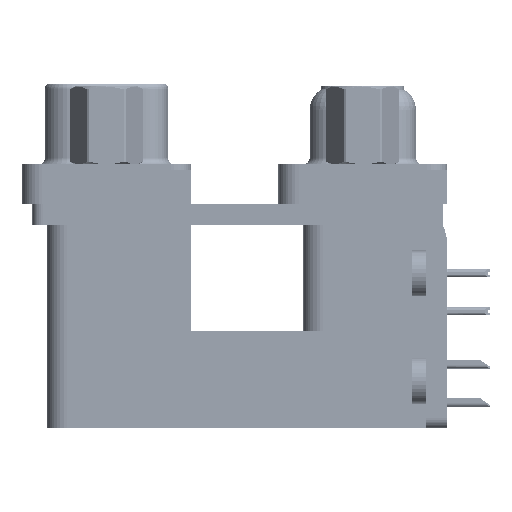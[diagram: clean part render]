
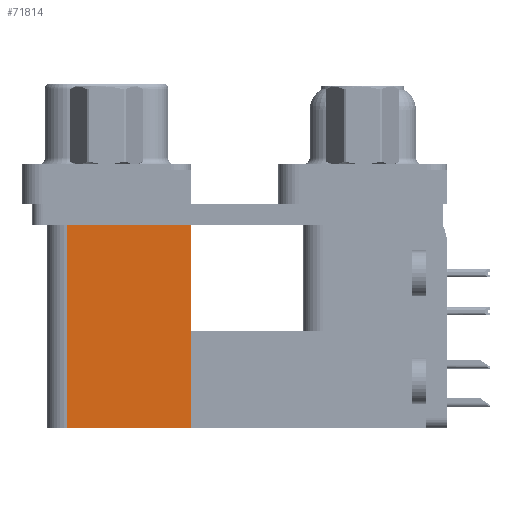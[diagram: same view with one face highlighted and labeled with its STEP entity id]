
A CAD part, left-side view. The second image highlights one B-rep face of the part: STEP entity #71814.
In plain terms, the highlighted planar face has unit normal (-1, 0, 0).
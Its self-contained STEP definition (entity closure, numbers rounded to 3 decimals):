
#1264 = VECTOR ( 'NONE', #72396, 1000. ) ;
#1636 = CARTESIAN_POINT ( 'NONE',  ( 3.79, 12.775, -19.2 ) ) ;
#1644 = CARTESIAN_POINT ( 'NONE',  ( 3.79, 21.975, -2.5 ) ) ;
#4616 = FACE_OUTER_BOUND ( 'NONE', #36723, .T. ) ;
#5233 = ORIENTED_EDGE ( 'NONE', *, *, #44809, .T. ) ;
#11048 = DIRECTION ( 'NONE',  ( 0., 1., 0. ) ) ;
#12171 = VERTEX_POINT ( 'NONE', #1644 ) ;
#12581 = CARTESIAN_POINT ( 'NONE',  ( 3.79, 12.775, -19.2 ) ) ;
#14495 = AXIS2_PLACEMENT_3D ( 'NONE', #63015, #50874, #11048 ) ;
#17176 = EDGE_CURVE ( 'NONE', #37192, #12171, #36100, .T. ) ;
#21383 = EDGE_CURVE ( 'NONE', #45785, #37192, #31996, .T. ) ;
#25156 = VECTOR ( 'NONE', #49413, 1000. ) ;
#25900 = VECTOR ( 'NONE', #47465, 1000. ) ;
#27737 = PLANE ( 'NONE',  #14495 ) ;
#31091 = LINE ( 'NONE', #50023, #1264 ) ;
#31345 = CARTESIAN_POINT ( 'NONE',  ( 3.79, 12.775, -2.5 ) ) ;
#31775 = EDGE_CURVE ( 'NONE', #47567, #12171, #31091, .T. ) ;
#31996 = LINE ( 'NONE', #1636, #25156 ) ;
#32161 = VECTOR ( 'NONE', #69078, 1000. ) ;
#32766 = CARTESIAN_POINT ( 'NONE',  ( 3.79, 21.975, -19.2 ) ) ;
#36100 = LINE ( 'NONE', #59987, #25900 ) ;
#36723 = EDGE_LOOP ( 'NONE', ( #62904, #51359, #62689, #5233 ) ) ;
#37192 = VERTEX_POINT ( 'NONE', #32766 ) ;
#44809 = EDGE_CURVE ( 'NONE', #45785, #47567, #51998, .T. ) ;
#45785 = VERTEX_POINT ( 'NONE', #12581 ) ;
#47465 = DIRECTION ( 'NONE',  ( 0., 0., 1. ) ) ;
#47567 = VERTEX_POINT ( 'NONE', #31345 ) ;
#49413 = DIRECTION ( 'NONE',  ( 0., 1., 0. ) ) ;
#50023 = CARTESIAN_POINT ( 'NONE',  ( 3.79, 12.775, -2.5 ) ) ;
#50874 = DIRECTION ( 'NONE',  ( 1., 0., 0. ) ) ;
#51359 = ORIENTED_EDGE ( 'NONE', *, *, #17176, .F. ) ;
#51998 = LINE ( 'NONE', #68336, #32161 ) ;
#59987 = CARTESIAN_POINT ( 'NONE',  ( 3.79, 21.975, -19.2 ) ) ;
#62689 = ORIENTED_EDGE ( 'NONE', *, *, #21383, .F. ) ;
#62904 = ORIENTED_EDGE ( 'NONE', *, *, #31775, .T. ) ;
#63015 = CARTESIAN_POINT ( 'NONE',  ( 3.79, 12.775, -19.2 ) ) ;
#68336 = CARTESIAN_POINT ( 'NONE',  ( 3.79, 12.775, -19.2 ) ) ;
#69078 = DIRECTION ( 'NONE',  ( 0., 0., 1. ) ) ;
#71814 = ADVANCED_FACE ( 'NONE', ( #4616 ), #27737, .F. ) ;
#72396 = DIRECTION ( 'NONE',  ( 0., 1., 0. ) ) ;
